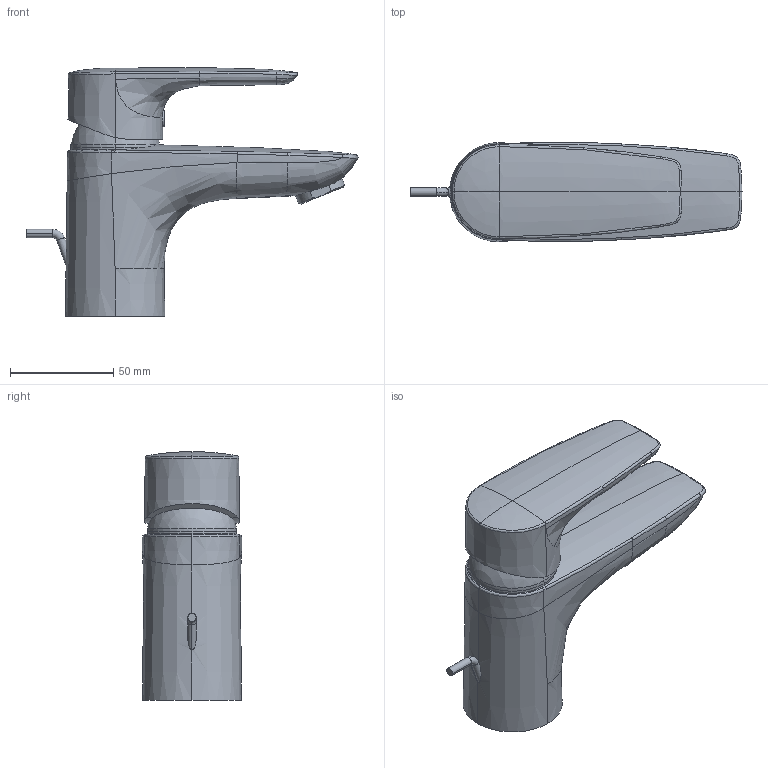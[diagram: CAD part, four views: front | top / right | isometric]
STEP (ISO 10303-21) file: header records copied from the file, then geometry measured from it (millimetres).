
FILE_DESCRIPTION(('STEP AP214'),'1');
FILE_NAME('Kludi Pure & Solid Bad.STP','2026-01-13T10:31:46',(' '),(' '),'Spatial InterOp 3D',' ',' ');
FILE_SCHEMA(('AUTOMOTIVE_DESIGN { 1 0 10303 214 1 1 1 1 }'));
Length unit declared in the file: millimetre
Products named in the file (2): Kludi Pure & Solid Bad; ASSEM1
Assembly tree (1 placements, depth 2):
  Kludi Pure & Solid Bad
    ASSEM1
Bounding box: 160.47 x 48.07 x 120.14 mm (x, y, z)
Volume: 320161.5 mm3; surface area: 37908.6 mm2
Topology: 1 solids, 1 shells, 109 faces, 268 edges, 159 vertices
Faces by surface type: bspline 60, cylinder 16, cone 13, plane 12, torus 6, sphere 2
Entity records: 18546 total; most frequent: CARTESIAN_POINT 16494, ORIENTED_EDGE 532, EDGE_CURVE 266, DIRECTION 240, B_SPLINE_CURVE_WITH_KNOTS 180, VERTEX_POINT 159, ADVANCED_FACE 109, FACE_OUTER_BOUND 109
